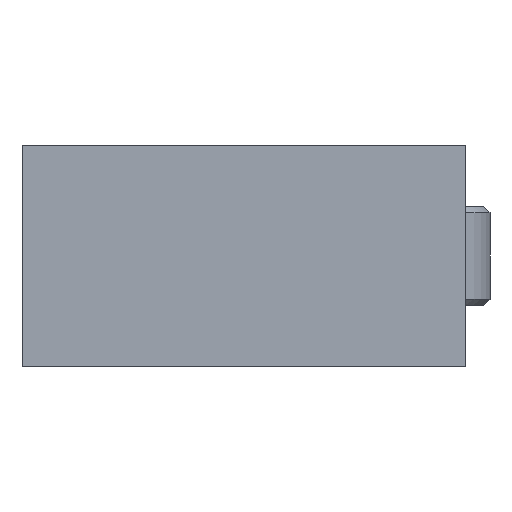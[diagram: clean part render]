
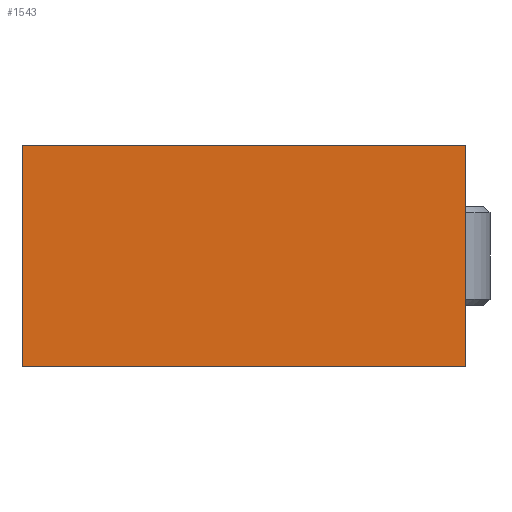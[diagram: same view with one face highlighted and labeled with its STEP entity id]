
A CAD part, left-side view. The second image highlights one B-rep face of the part: STEP entity #1543.
In plain terms, the highlighted planar face has unit normal (-1, 0, 0).
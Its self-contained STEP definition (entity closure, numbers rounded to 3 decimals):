
#1529 = EDGE_CURVE ( 'NONE', #1569, #1597, #6196, .T. ) ;
#1543 = ADVANCED_FACE ( 'NONE', ( #6256 ), #6257, .T. ) ;
#1569 = VERTEX_POINT ( 'NONE', #6355 ) ;
#1580 = EDGE_LOOP ( 'NONE', ( #5504, #6192, #1725, #7848 ) ) ;
#1597 = VERTEX_POINT ( 'NONE', #6498 ) ;
#1601 = EDGE_CURVE ( 'NONE', #1646, #1597, #6505, .T. ) ;
#1646 = VERTEX_POINT ( 'NONE', #6719 ) ;
#1725 = ORIENTED_EDGE ( 'NONE', *, *, #1783, .F. ) ;
#1783 = EDGE_CURVE ( 'NONE', #9130, #1646, #7439, .T. ) ;
#5504 = ORIENTED_EDGE ( 'NONE', *, *, #1529, .T. ) ;
#6192 = ORIENTED_EDGE ( 'NONE', *, *, #1601, .F. ) ;
#6196 = LINE ( 'NONE', #6197, #6198 ) ;
#6197 = CARTESIAN_POINT ( 'NONE',  ( 0., -18., -9. ) ) ;
#6198 = VECTOR ( 'NONE', #6199, 1000. ) ;
#6199 = DIRECTION ( 'NONE',  ( 0., -1., 0. ) ) ;
#6256 = FACE_OUTER_BOUND ( 'NONE', #1580, .T. ) ;
#6257 = PLANE ( 'NONE',  #6258 ) ;
#6258 = AXIS2_PLACEMENT_3D ( 'NONE', #6259, #6260, #6261 ) ;
#6259 = CARTESIAN_POINT ( 'NONE',  ( 0., -18., 0. ) ) ;
#6260 = DIRECTION ( 'NONE',  ( -1., 0., 0. ) ) ;
#6261 = DIRECTION ( 'NONE',  ( 0., -1., 0. ) ) ;
#6355 = CARTESIAN_POINT ( 'NONE',  ( 0., 18., -9. ) ) ;
#6498 = CARTESIAN_POINT ( 'NONE',  ( 0., -18., -9. ) ) ;
#6505 = LINE ( 'NONE', #6506, #6507 ) ;
#6506 = CARTESIAN_POINT ( 'NONE',  ( 0., -18., 0. ) ) ;
#6507 = VECTOR ( 'NONE', #6508, 1000. ) ;
#6508 = DIRECTION ( 'NONE',  ( 0., 0., -1. ) ) ;
#6719 = CARTESIAN_POINT ( 'NONE',  ( 0., -18., 9. ) ) ;
#7439 = LINE ( 'NONE', #7440, #7441 ) ;
#7440 = CARTESIAN_POINT ( 'NONE',  ( 0., 1.474, 9. ) ) ;
#7441 = VECTOR ( 'NONE', #7442, 1000. ) ;
#7442 = DIRECTION ( 'NONE',  ( 0., -1., 0. ) ) ;
#7477 = CARTESIAN_POINT ( 'NONE',  ( 0., 18., 9. ) ) ;
#7848 = ORIENTED_EDGE ( 'NONE', *, *, #9641, .T. ) ;
#7884 = LINE ( 'NONE', #7885, #7886 ) ;
#7885 = CARTESIAN_POINT ( 'NONE',  ( 0., 18., 0. ) ) ;
#7886 = VECTOR ( 'NONE', #7887, 1000. ) ;
#7887 = DIRECTION ( 'NONE',  ( 0., 0., -1. ) ) ;
#9130 = VERTEX_POINT ( 'NONE', #7477 ) ;
#9641 = EDGE_CURVE ( 'NONE', #9130, #1569, #7884, .T. ) ;
